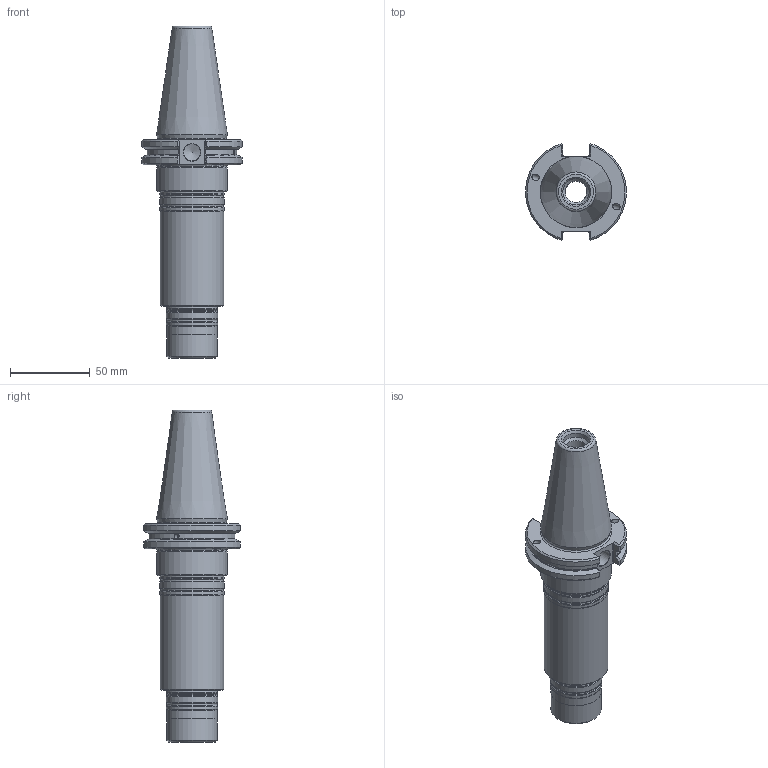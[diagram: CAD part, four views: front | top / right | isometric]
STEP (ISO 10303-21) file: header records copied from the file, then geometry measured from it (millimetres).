
FILE_DESCRIPTION(/* description */ (''),/* implementation_level */ '2;1');
FILE_NAME(/* name */ '434012574.stp',/* time_stamp */ '2021-01-08T12:39:04',/* author */ ('LRA'),/* organization */ ('REGO-FIX'),/* preprocessor_version */ ' Unknown',/* originating_system */ 'SIEMENS PLM Software Solid Edge ST10',/* authorization */ 'Unknown');
FILE_SCHEMA (('AUTOMOTIVE_DESIGN { 1 0 10303 214 2 1 1}'));
Length unit declared in the file: millimetre
Products named in the file (1): NOCUT
Bounding box: 63.28 x 60.79 x 208.65 mm (x, y, z)
Volume: 212367.5 mm3; surface area: 41832.9 mm2
Topology: 1 solids, 1 shells, 127 faces, 335 edges, 209 vertices
Faces by surface type: cylinder 36, cone 36, plane 32, torus 15, bspline 8
Full cylindrical faces by diameter (mm): 3.242 x4, 3.9 x2, 10.7 x1, 13.53 x3, 16.5 x1, 18 x1, 32 x2, 32.5 x3, 40 x1, 40.5 x3, 44.45 x1
Entity records: 4610 total; most frequent: CARTESIAN_POINT 1023, DIRECTION 511, ORIENTED_EDGE 508, EDGE_CURVE 254, AXIS2_PLACEMENT_3D 223, FACE_BOUND 202, EDGE_LOOP 199, VERTEX_POINT 194
